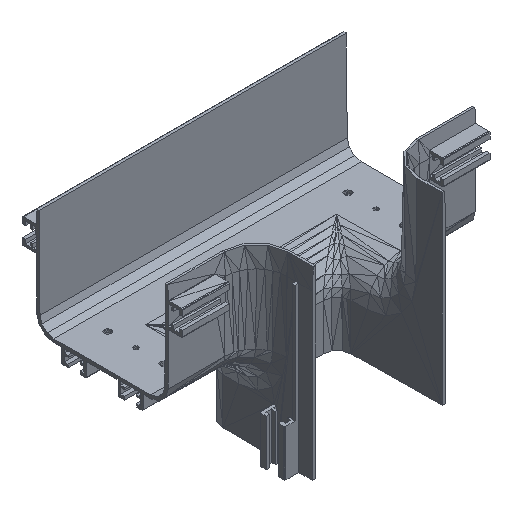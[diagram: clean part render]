
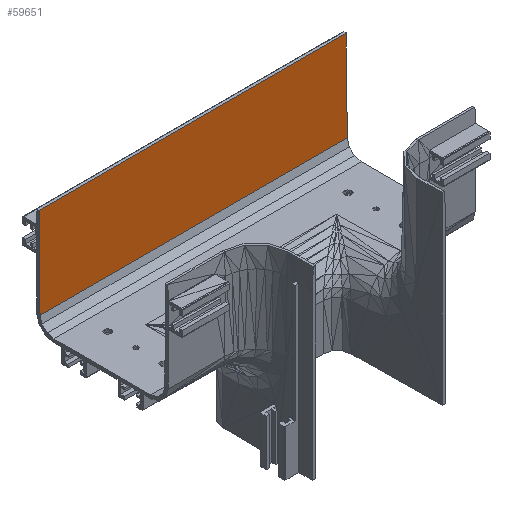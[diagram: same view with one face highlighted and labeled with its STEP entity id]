
A CAD part, isometric view. The second image highlights one B-rep face of the part: STEP entity #59651.
In plain terms, the highlighted planar face has unit normal (0, -1, 0.011).
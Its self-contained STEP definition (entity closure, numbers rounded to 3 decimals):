
#989 = PLANE('',#990);
#990 = AXIS2_PLACEMENT_3D('',#991,#992,#993);
#991 = CARTESIAN_POINT('',(-542.113,-4990.684,
    -52.379));
#992 = DIRECTION('',(-1.,0.,0.));
#993 = DIRECTION('',(0.,-1.,0.));
#1675 = VERTEX_POINT('',#1676);
#1676 = CARTESIAN_POINT('',(-542.113,-4929.798,
    -71.202));
#1690 = PLANE('',#1691);
#1691 = AXIS2_PLACEMENT_3D('',#1692,#1693,#1694);
#1692 = CARTESIAN_POINT('',(-392.113,-4930.737,
    -74.574));
#1693 = DIRECTION('',(0.,-0.963,0.268)
  );
#1694 = DIRECTION('',(0.,-0.268,-0.963));
#1702 = EDGE_CURVE('',#1675,#1703,#1705,.T.);
#1703 = VERTEX_POINT('',#1704);
#1704 = CARTESIAN_POINT('',(-542.113,-4928.816,
    16.95));
#1705 = SURFACE_CURVE('',#1706,(#1710,#1717),.PCURVE_S1.);
#1706 = LINE('',#1707,#1708);
#1707 = CARTESIAN_POINT('',(-542.113,-4929.798,
    -71.202));
#1708 = VECTOR('',#1709,1.);
#1709 = DIRECTION('',(0.,0.011,1.));
#1710 = PCURVE('',#989,#1711);
#1711 = DEFINITIONAL_REPRESENTATION('',(#1712),#1716);
#1712 = LINE('',#1713,#1714);
#1713 = CARTESIAN_POINT('',(-60.885,-18.823));
#1714 = VECTOR('',#1715,1.);
#1715 = DIRECTION('',(-0.011,1.));
#1716 = ( GEOMETRIC_REPRESENTATION_CONTEXT(2) 
PARAMETRIC_REPRESENTATION_CONTEXT() REPRESENTATION_CONTEXT('2D SPACE',''
  ) );
#1717 = PCURVE('',#1718,#1723);
#1718 = PLANE('',#1719);
#1719 = AXIS2_PLACEMENT_3D('',#1720,#1721,#1722);
#1720 = CARTESIAN_POINT('',(-392.113,-4929.307,
    -27.126));
#1721 = DIRECTION('',(0.,-1.,0.011));
#1722 = DIRECTION('',(0.,-0.011,-1.));
#1723 = DEFINITIONAL_REPRESENTATION('',(#1724),#1728);
#1724 = LINE('',#1725,#1726);
#1725 = CARTESIAN_POINT('',(44.079,-150.));
#1726 = VECTOR('',#1727,1.);
#1727 = DIRECTION('',(-1.,0.));
#1728 = ( GEOMETRIC_REPRESENTATION_CONTEXT(2) 
PARAMETRIC_REPRESENTATION_CONTEXT() REPRESENTATION_CONTEXT('2D SPACE',''
  ) );
#1746 = PLANE('',#1747);
#1747 = AXIS2_PLACEMENT_3D('',#1748,#1749,#1750);
#1748 = CARTESIAN_POINT('',(-392.113,-4927.707,
    16.95));
#1749 = DIRECTION('',(0.,0.,1.));
#1750 = DIRECTION('',(1.,0.,0.));
#4305 = PLANE('',#4306);
#4306 = AXIS2_PLACEMENT_3D('',#4307,#4308,#4309);
#4307 = CARTESIAN_POINT('',(-242.113,-4990.684,
    -52.378));
#4308 = DIRECTION('',(1.,0.,0.));
#4309 = DIRECTION('',(0.,1.,0.));
#50584 = EDGE_CURVE('',#1703,#50585,#50587,.T.);
#50585 = VERTEX_POINT('',#50586);
#50586 = CARTESIAN_POINT('',(-242.113,-4928.816,
    16.95));
#50587 = SURFACE_CURVE('',#50588,(#50592,#50599),.PCURVE_S1.);
#50588 = LINE('',#50589,#50590);
#50589 = CARTESIAN_POINT('',(-542.113,-4928.816,
    16.95));
#50590 = VECTOR('',#50591,1.);
#50591 = DIRECTION('',(1.,0.,0.));
#50592 = PCURVE('',#1746,#50593);
#50593 = DEFINITIONAL_REPRESENTATION('',(#50594),#50598);
#50594 = LINE('',#50595,#50596);
#50595 = CARTESIAN_POINT('',(-150.,-1.109));
#50596 = VECTOR('',#50597,1.);
#50597 = DIRECTION('',(1.,0.));
#50598 = ( GEOMETRIC_REPRESENTATION_CONTEXT(2) 
PARAMETRIC_REPRESENTATION_CONTEXT() REPRESENTATION_CONTEXT('2D SPACE',''
  ) );
#50599 = PCURVE('',#1718,#50600);
#50600 = DEFINITIONAL_REPRESENTATION('',(#50601),#50605);
#50601 = LINE('',#50602,#50603);
#50602 = CARTESIAN_POINT('',(-44.079,-150.));
#50603 = VECTOR('',#50604,1.);
#50604 = DIRECTION('',(0.,1.));
#50605 = ( GEOMETRIC_REPRESENTATION_CONTEXT(2) 
PARAMETRIC_REPRESENTATION_CONTEXT() REPRESENTATION_CONTEXT('2D SPACE',''
  ) );
#52915 = EDGE_CURVE('',#52916,#50585,#52918,.T.);
#52916 = VERTEX_POINT('',#52917);
#52917 = CARTESIAN_POINT('',(-242.113,-4929.798,
    -71.202));
#52918 = SURFACE_CURVE('',#52919,(#52923,#52930),.PCURVE_S1.);
#52919 = LINE('',#52920,#52921);
#52920 = CARTESIAN_POINT('',(-242.113,-4929.798,
    -71.202));
#52921 = VECTOR('',#52922,1.);
#52922 = DIRECTION('',(0.,0.011,1.));
#52923 = PCURVE('',#4305,#52924);
#52924 = DEFINITIONAL_REPRESENTATION('',(#52925),#52929);
#52925 = LINE('',#52926,#52927);
#52926 = CARTESIAN_POINT('',(60.886,-18.824));
#52927 = VECTOR('',#52928,1.);
#52928 = DIRECTION('',(0.011,1.));
#52929 = ( GEOMETRIC_REPRESENTATION_CONTEXT(2) 
PARAMETRIC_REPRESENTATION_CONTEXT() REPRESENTATION_CONTEXT('2D SPACE',''
  ) );
#52930 = PCURVE('',#1718,#52931);
#52931 = DEFINITIONAL_REPRESENTATION('',(#52932),#52936);
#52932 = LINE('',#52933,#52934);
#52933 = CARTESIAN_POINT('',(44.079,150.));
#52934 = VECTOR('',#52935,1.);
#52935 = DIRECTION('',(-1.,0.));
#52936 = ( GEOMETRIC_REPRESENTATION_CONTEXT(2) 
PARAMETRIC_REPRESENTATION_CONTEXT() REPRESENTATION_CONTEXT('2D SPACE',''
  ) );
#59651 = ADVANCED_FACE('',(#59652),#1718,.T.);
#59652 = FACE_BOUND('',#59653,.T.);
#59653 = EDGE_LOOP('',(#59654,#59675,#59676,#59677));
#59654 = ORIENTED_EDGE('',*,*,#59655,.T.);
#59655 = EDGE_CURVE('',#1675,#52916,#59656,.T.);
#59656 = SURFACE_CURVE('',#59657,(#59661,#59668),.PCURVE_S1.);
#59657 = LINE('',#59658,#59659);
#59658 = CARTESIAN_POINT('',(-542.113,-4929.798,
    -71.202));
#59659 = VECTOR('',#59660,1.);
#59660 = DIRECTION('',(1.,0.,0.));
#59661 = PCURVE('',#1718,#59662);
#59662 = DEFINITIONAL_REPRESENTATION('',(#59663),#59667);
#59663 = LINE('',#59664,#59665);
#59664 = CARTESIAN_POINT('',(44.079,-150.));
#59665 = VECTOR('',#59666,1.);
#59666 = DIRECTION('',(0.,1.));
#59667 = ( GEOMETRIC_REPRESENTATION_CONTEXT(2) 
PARAMETRIC_REPRESENTATION_CONTEXT() REPRESENTATION_CONTEXT('2D SPACE',''
  ) );
#59668 = PCURVE('',#1690,#59669);
#59669 = DEFINITIONAL_REPRESENTATION('',(#59670),#59674);
#59670 = LINE('',#59671,#59672);
#59671 = CARTESIAN_POINT('',(-3.501,-150.));
#59672 = VECTOR('',#59673,1.);
#59673 = DIRECTION('',(0.,1.));
#59674 = ( GEOMETRIC_REPRESENTATION_CONTEXT(2) 
PARAMETRIC_REPRESENTATION_CONTEXT() REPRESENTATION_CONTEXT('2D SPACE',''
  ) );
#59675 = ORIENTED_EDGE('',*,*,#52915,.T.);
#59676 = ORIENTED_EDGE('',*,*,#50584,.F.);
#59677 = ORIENTED_EDGE('',*,*,#1702,.F.);
